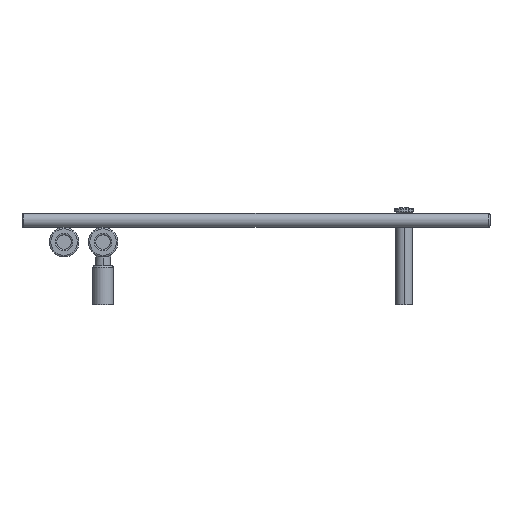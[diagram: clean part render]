
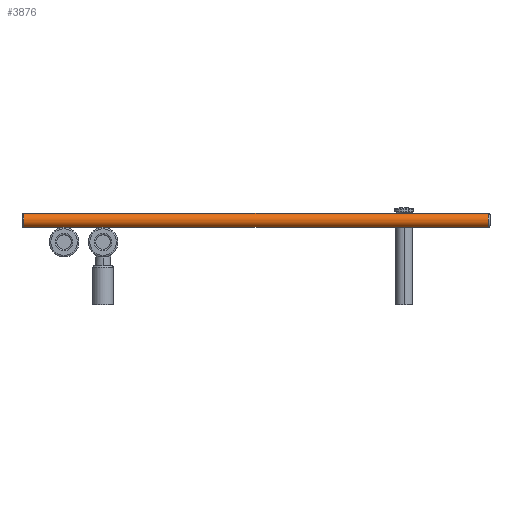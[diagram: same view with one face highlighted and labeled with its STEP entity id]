
A CAD part, front view. The second image highlights one B-rep face of the part: STEP entity #3876.
In plain terms, the highlighted cylindrical face has radius 9 mm (diameter 18 mm), a partial arc.
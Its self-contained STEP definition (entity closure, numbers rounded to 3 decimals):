
#2049=DIRECTION('',(1.,0.,0.));
#2050=VECTOR('',#2049,596.);
#2051=CARTESIAN_POINT('',(-33.,21.,19.));
#2052=LINE('',#2051,#2050);
#2272=CARTESIAN_POINT('',(-33.,21.,28.));
#2273=DIRECTION('',(-1.,0.,0.));
#2274=DIRECTION('',(0.,0.,-1.));
#2275=AXIS2_PLACEMENT_3D('',#2272,#2273,#2274);
#2280=DIRECTION('',(1.,0.,0.));
#2281=VECTOR('',#2280,596.);
#2282=CARTESIAN_POINT('',(-33.,21.,37.));
#2283=LINE('',#2282,#2281);
#2287=CARTESIAN_POINT('',(563.,21.,28.));
#2288=DIRECTION('',(1.,0.,0.));
#2289=DIRECTION('',(0.,0.,1.));
#2290=AXIS2_PLACEMENT_3D('',#2287,#2288,#2289);
#3695=CARTESIAN_POINT('',(-33.,21.,19.));
#3696=CARTESIAN_POINT('',(-33.,21.,37.));
#3697=VERTEX_POINT('',#3695);
#3698=VERTEX_POINT('',#3696);
#3727=CARTESIAN_POINT('',(563.,21.,37.));
#3728=CARTESIAN_POINT('',(563.,21.,19.));
#3729=VERTEX_POINT('',#3727);
#3730=VERTEX_POINT('',#3728);
#3864=CARTESIAN_POINT('',(-35.,21.,28.));
#3865=DIRECTION('',(1.,0.,0.));
#3866=DIRECTION('',(0.,0.,-1.));
#3867=AXIS2_PLACEMENT_3D('',#3864,#3865,#3866);
#3868=CYLINDRICAL_SURFACE('',#3867,9.);
#3869=ORIENTED_EDGE('',*,*,#3776,.T.);
#3870=ORIENTED_EDGE('',*,*,#3853,.T.);
#3872=ORIENTED_EDGE('',*,*,#3871,.T.);
#3873=ORIENTED_EDGE('',*,*,#3849,.F.);
#3874=EDGE_LOOP('',(#3869,#3870,#3872,#3873));
#3875=FACE_OUTER_BOUND('',#3874,.F.);
#2276=CIRCLE('',#2275,9.);
#2291=CIRCLE('',#2290,9.);
#3776=EDGE_CURVE('',#3697,#3698,#2276,.T.);
#3849=EDGE_CURVE('',#3697,#3730,#2052,.T.);
#3853=EDGE_CURVE('',#3698,#3729,#2283,.T.);
#3871=EDGE_CURVE('',#3729,#3730,#2291,.T.);
#3876=ADVANCED_FACE('',(#3875),#3868,.T.);
